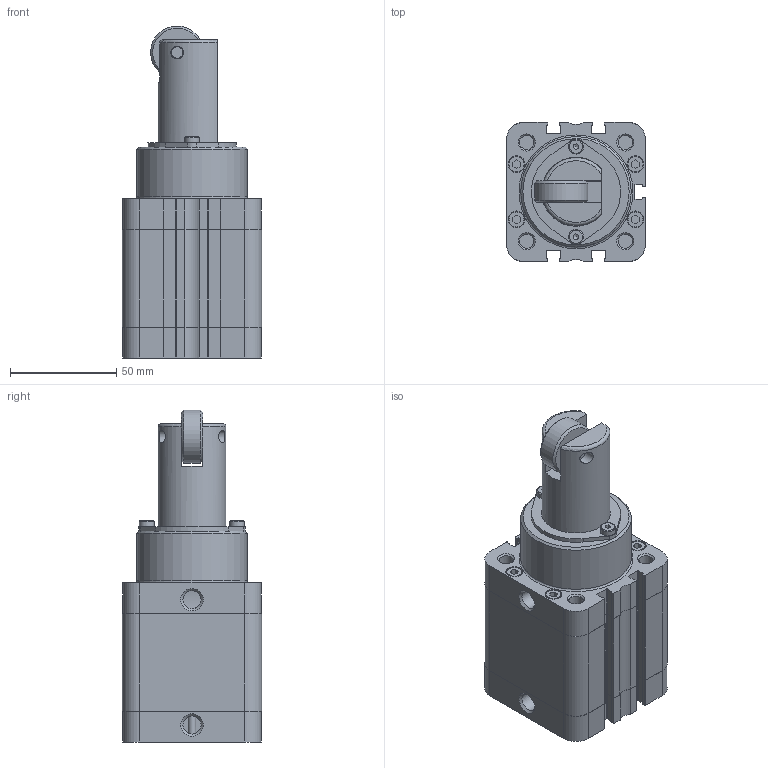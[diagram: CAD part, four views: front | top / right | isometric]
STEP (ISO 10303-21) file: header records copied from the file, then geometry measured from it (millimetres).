
FILE_DESCRIPTION((''),'2;1');
FILE_NAME('PST050.030.GS.R.stp','2014-02-20T14:31:39',('carlo.corazza'),(''),'Autodesk Inventor 2012','Autodesk Inventor 2012','');
FILE_SCHEMA(('AUTOMOTIVE_DESIGN { 1 0 10303 214 1 1 1 1 }'));
Length unit declared in the file: millimetre
Products named in the file (5): PST050.030.GS.R; CORPO; STELO; TA; TP
Assembly tree (4 placements, depth 2):
  PST050.030.GS.R
    CORPO
    STELO
    TA
    TP
Bounding box: 65.5 x 65.5 x 156.3 mm (x, y, z)
Volume: 301998.1 mm3; surface area: 78243.1 mm2
Topology: 4 solids, 14 shells, 556 faces, 1436 edges, 933 vertices
Faces by surface type: plane 278, cylinder 203, cone 53, torus 22
Full cylindrical faces by diameter (mm): 3.5 x1, 5.9 x8, 6 x3, 6.1 x1, 6.647 x9, 7 x2, 7.5 x8, 8 x8, 8.566 x2, 10.5 x4, 12 x1, 16 x1, 25 x1, 32 x1, 34 x2, 36 x1, 37.5 x1, 50 x1, 52 x1
Entity records: 17042 total; most frequent: CARTESIAN_POINT 3013, DIRECTION 2879, ORIENTED_EDGE 2578, EDGE_CURVE 1289, AXIS2_PLACEMENT_3D 1048, VERTEX_POINT 912, VECTOR 783, LINE 783
